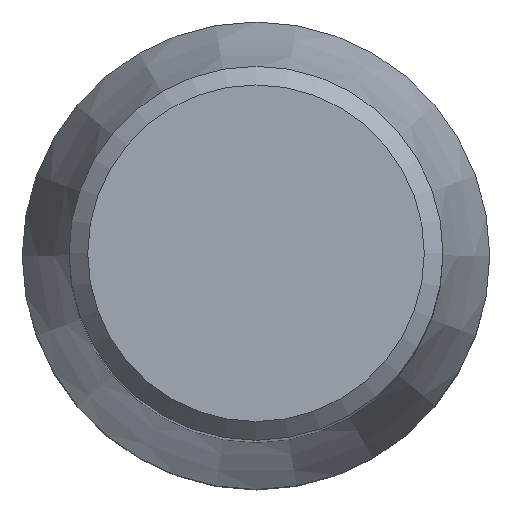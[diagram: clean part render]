
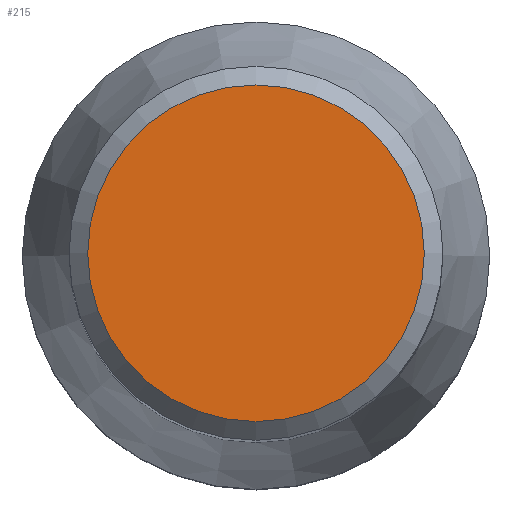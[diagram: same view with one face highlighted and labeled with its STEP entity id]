
A CAD part, top view. The second image highlights one B-rep face of the part: STEP entity #215.
In plain terms, the highlighted planar face has unit normal (0, 0, 1).
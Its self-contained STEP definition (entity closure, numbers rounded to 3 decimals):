
#94 = CONICAL_SURFACE('',#95,10.,0.785);
#95 = AXIS2_PLACEMENT_3D('',#96,#97,#98);
#96 = CARTESIAN_POINT('',(0.,0.,75.));
#97 = DIRECTION('',(0.,0.,-1.));
#98 = DIRECTION('',(1.,0.,0.));
#110 = VERTEX_POINT('',#111);
#111 = CARTESIAN_POINT('',(9.,0.,76.));
#134 = EDGE_CURVE('',#110,#110,#135,.T.);
#135 = SURFACE_CURVE('',#136,(#141,#148),.PCURVE_S1.);
#136 = CIRCLE('',#137,9.);
#137 = AXIS2_PLACEMENT_3D('',#138,#139,#140);
#138 = CARTESIAN_POINT('',(0.,0.,76.));
#139 = DIRECTION('',(0.,0.,-1.));
#140 = DIRECTION('',(1.,0.,0.));
#141 = PCURVE('',#94,#142);
#142 = DEFINITIONAL_REPRESENTATION('',(#143),#147);
#143 = LINE('',#144,#145);
#144 = CARTESIAN_POINT('',(0.,-1.));
#145 = VECTOR('',#146,1.);
#146 = DIRECTION('',(1.,-0.));
#147 = ( GEOMETRIC_REPRESENTATION_CONTEXT(2) 
PARAMETRIC_REPRESENTATION_CONTEXT() REPRESENTATION_CONTEXT('2D SPACE',''
  ) );
#148 = PCURVE('',#149,#154);
#149 = PLANE('',#150);
#150 = AXIS2_PLACEMENT_3D('',#151,#152,#153);
#151 = CARTESIAN_POINT('',(0.,0.,76.));
#152 = DIRECTION('',(0.,0.,-1.));
#153 = DIRECTION('',(1.,0.,0.));
#154 = DEFINITIONAL_REPRESENTATION('',(#155),#159);
#155 = CIRCLE('',#156,9.);
#156 = AXIS2_PLACEMENT_2D('',#157,#158);
#157 = CARTESIAN_POINT('',(0.,0.));
#158 = DIRECTION('',(1.,0.));
#159 = ( GEOMETRIC_REPRESENTATION_CONTEXT(2) 
PARAMETRIC_REPRESENTATION_CONTEXT() REPRESENTATION_CONTEXT('2D SPACE',''
  ) );
#215 = ADVANCED_FACE('',(#216),#149,.F.);
#216 = FACE_BOUND('',#217,.F.);
#217 = EDGE_LOOP('',(#218));
#218 = ORIENTED_EDGE('',*,*,#134,.T.);
